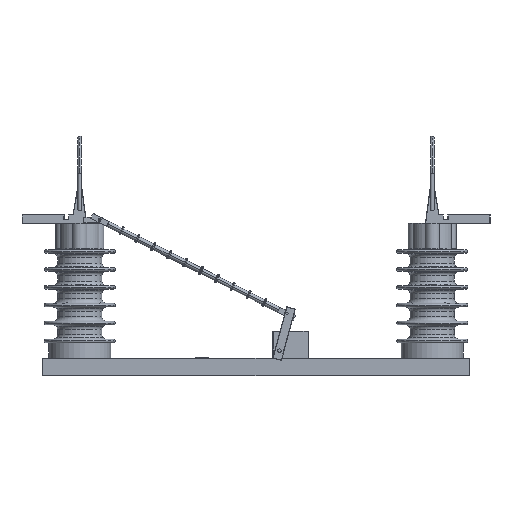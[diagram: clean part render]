
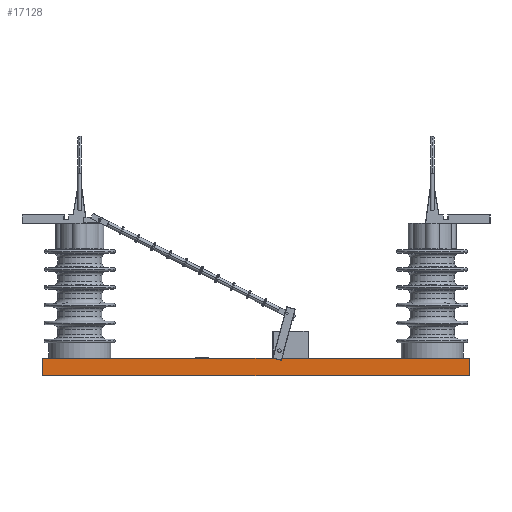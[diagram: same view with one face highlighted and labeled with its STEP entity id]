
A CAD part, front view. The second image highlights one B-rep face of the part: STEP entity #17128.
In plain terms, the highlighted planar face has unit normal (0, -1, 0).
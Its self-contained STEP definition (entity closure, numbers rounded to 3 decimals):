
#15500=DIRECTION('',(1.,0.,0.));
#15501=VECTOR('',#15500,480.);
#15502=CARTESIAN_POINT('',(0.,0.,0.));
#15503=LINE('',#15502,#15501);
#15507=DIRECTION('',(0.,0.,-1.));
#15508=VECTOR('',#15507,20.);
#15509=CARTESIAN_POINT('',(0.,0.,20.));
#15510=LINE('',#15509,#15508);
#15514=DIRECTION('',(-1.,0.,0.));
#15515=VECTOR('',#15514,480.);
#15516=CARTESIAN_POINT('',(480.,0.,20.));
#15517=LINE('',#15516,#15515);
#15521=DIRECTION('',(0.,0.,-1.));
#15522=VECTOR('',#15521,20.);
#15523=CARTESIAN_POINT('',(480.,0.,20.));
#15524=LINE('',#15523,#15522);
#16836=CARTESIAN_POINT('',(0.,0.,0.));
#16838=VERTEX_POINT('',#16836);
#16841=CARTESIAN_POINT('',(480.,0.,0.));
#16842=VERTEX_POINT('',#16841);
#17035=CARTESIAN_POINT('',(480.,0.,20.));
#17036=VERTEX_POINT('',#17035);
#17045=CARTESIAN_POINT('',(0.,0.,20.));
#17046=VERTEX_POINT('',#17045);
#17114=CARTESIAN_POINT('',(445.,0.,20.));
#17115=DIRECTION('',(0.,-1.,0.));
#17116=DIRECTION('',(0.,0.,-1.));
#17117=AXIS2_PLACEMENT_3D('',#17114,#17115,#17116);
#17118=PLANE('',#17117);
#17120=ORIENTED_EDGE('',*,*,#17119,.T.);
#17122=ORIENTED_EDGE('',*,*,#17121,.F.);
#17123=ORIENTED_EDGE('',*,*,#17096,.F.);
#17125=ORIENTED_EDGE('',*,*,#17124,.F.);
#17126=EDGE_LOOP('',(#17120,#17122,#17123,#17125));
#17127=FACE_OUTER_BOUND('',#17126,.F.);
#17096=EDGE_CURVE('',#17046,#16838,#15510,.T.);
#17119=EDGE_CURVE('',#17036,#16842,#15524,.T.);
#17121=EDGE_CURVE('',#16838,#16842,#15503,.T.);
#17124=EDGE_CURVE('',#17036,#17046,#15517,.T.);
#17128=ADVANCED_FACE('',(#17127),#17118,.T.);
